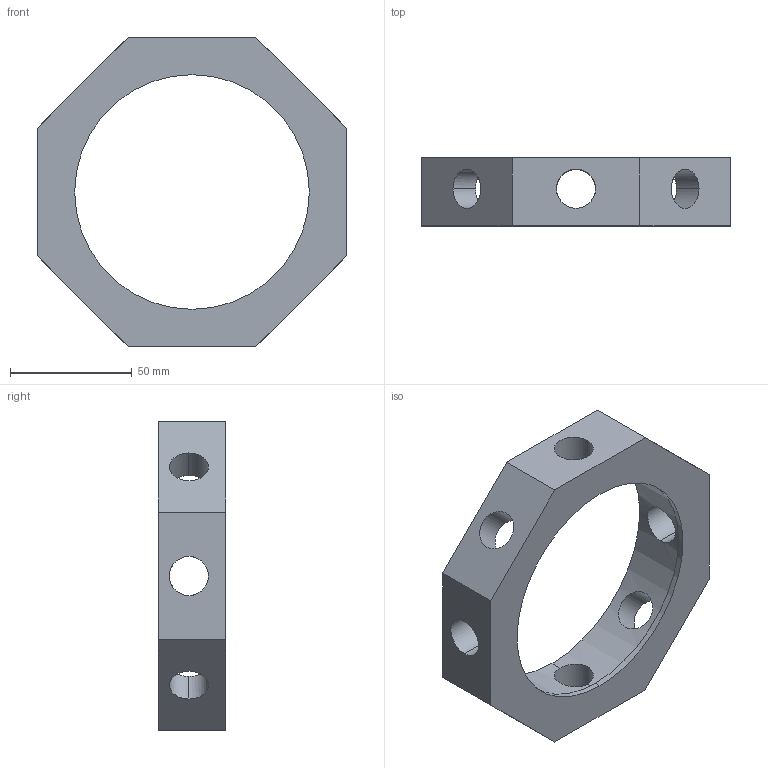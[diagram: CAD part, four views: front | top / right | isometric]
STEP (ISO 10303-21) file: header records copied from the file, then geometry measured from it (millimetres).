
FILE_DESCRIPTION (( 'STEP AP214' ), '1' );
FILE_NAME ('DRLJG-TANK-8X625OD-BSHNG.STEP', '2024-08-17T20:35:07', ( '' ), ( '' ), 'SwSTEP 2.0', 'SolidWorks 2022', '' );
FILE_SCHEMA (( 'AUTOMOTIVE_DESIGN' ));
Length unit declared in the file: inch
Products named in the file (1): DRLJG-TANK-8X625OD-BSHNG
Bounding box: 127 x 27.94 x 127 mm (x, y, z)
Volume: 126145.8 mm3; surface area: 34666.7 mm2
Topology: 1 solids, 1 shells, 31 faces, 90 edges, 60 vertices
Faces by surface type: cylinder 20, plane 11
Entity records: 1788 total; most frequent: CARTESIAN_POINT 906, ORIENTED_EDGE 180, DIRECTION 158, EDGE_CURVE 90, VERTEX_POINT 60, AXIS2_PLACEMENT_3D 56, EDGE_LOOP 48, LINE 46
